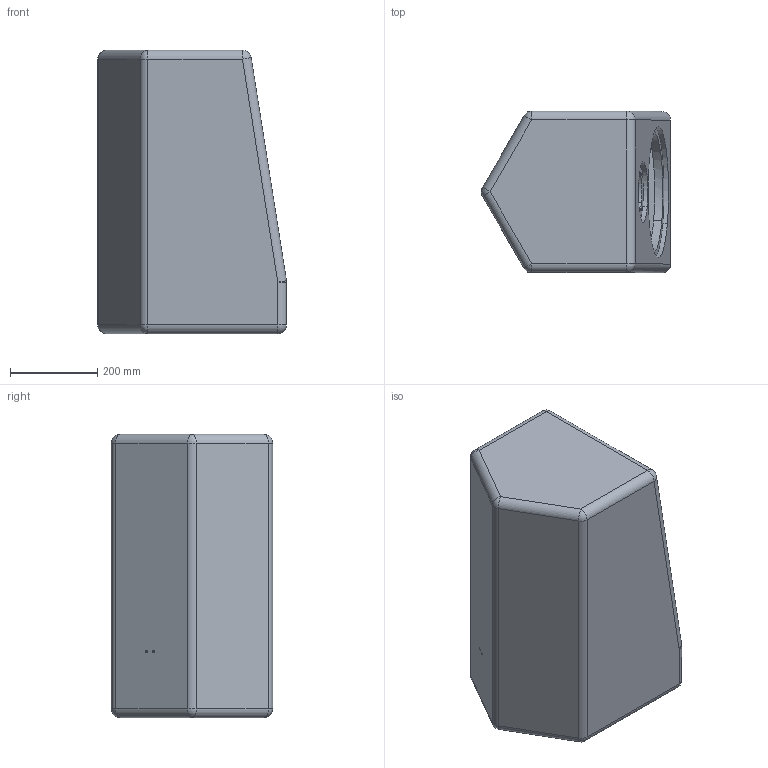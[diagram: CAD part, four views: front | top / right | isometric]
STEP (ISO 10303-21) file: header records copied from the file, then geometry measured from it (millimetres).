
FILE_DESCRIPTION(('CATIA V5 STEP Exchange'),'2;1');
FILE_NAME('Two_Way_Box.stp','2012-08-03T22:46:34+00:00',('none'),('none'),'CATIA Version 5 Release 19 SP 4 (IN-10)','CATIA V5 STEP AP203','none');
FILE_SCHEMA(('CONFIG_CONTROL_DESIGN'));
Length unit declared in the file: millimetre
Products named in the file (1): Two_Way_Box
Bounding box: 433.72 x 370 x 650 mm (x, y, z)
Volume: 27685671.4 mm3; surface area: 1895454.4 mm2
Topology: 1 solids, 1 shells, 76 faces, 186 edges, 104 vertices
Faces by surface type: cylinder 46, plane 18, sphere 12
Entity records: 2249 total; most frequent: CARTESIAN_POINT 580, ORIENTED_EDGE 348, DIRECTION 270, EDGE_CURVE 174, AXIS2_PLACEMENT_3D 132, VERTEX_POINT 104, EDGE_LOOP 102, VECTOR 78
